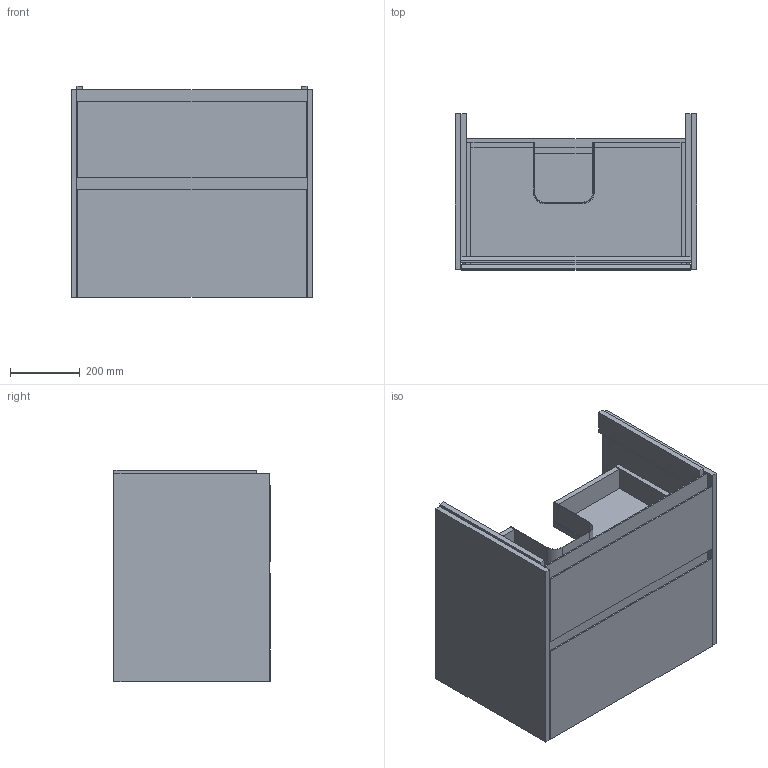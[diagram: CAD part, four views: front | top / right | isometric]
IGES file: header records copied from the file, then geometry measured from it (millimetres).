
Global section: file name: 504029; native system: Autodesk Inventor 2023; preprocessor: unknown; author: JANAN; date: 20250916.115119; units: millimetre
Bounding box: 693 x 448 x 606 mm (x, y, z)
Volume: 31714840 mm3; surface area: 4261221.6 mm2
Topology: 11 solids, 11 shells, 164 faces, 418 edges, 272 vertices
Faces by surface type: bspline 164
